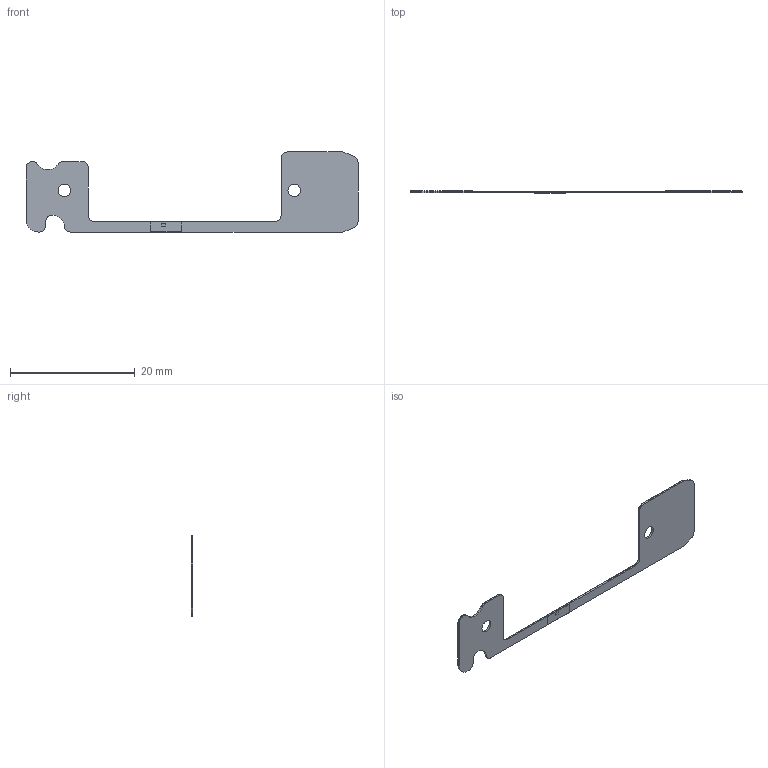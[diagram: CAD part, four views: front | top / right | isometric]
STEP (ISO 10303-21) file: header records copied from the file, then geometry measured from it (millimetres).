
FILE_DESCRIPTION (( 'STEP AP214' ), '1' );
FILE_NAME ('0180-004-DM-0086 (3.1).STEP', '2018-01-30T08:37:05', ( '' ), ( '' ), 'SwSTEP 2.0', 'SolidWorks 2016', '' );
FILE_SCHEMA (( 'AUTOMOTIVE_DESIGN' ));
Length unit declared in the file: millimetre
Products named in the file (1): 0180-004-DM-0086 (3.1)
Bounding box: 53.24 x 0.32 x 12.85 mm (x, y, z)
Volume: 91 mm3; surface area: 655.2 mm2
Topology: 1 solids, 1 shells, 76 faces, 217 edges, 146 vertices
Faces by surface type: cylinder 39, plane 37
Entity records: 3004 total; most frequent: DIRECTION 449, CARTESIAN_POINT 440, ORIENTED_EDGE 434, EDGE_CURVE 217, AXIS2_PLACEMENT_3D 155, VERTEX_POINT 146, VECTOR 139, LINE 139
